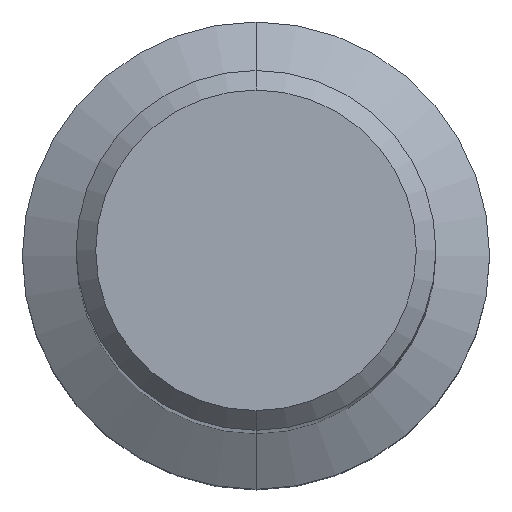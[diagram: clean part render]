
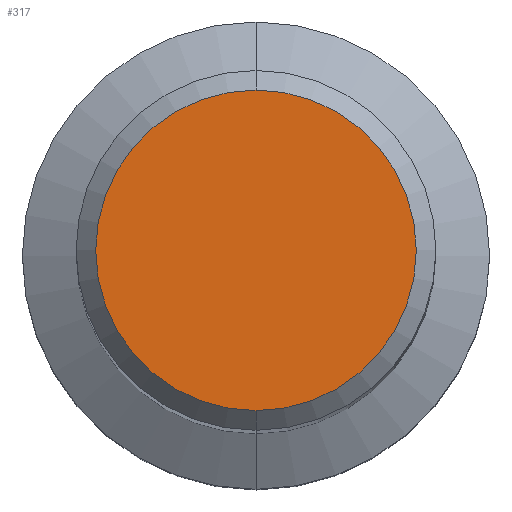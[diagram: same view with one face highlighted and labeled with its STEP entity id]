
A CAD part, top view. The second image highlights one B-rep face of the part: STEP entity #317.
In plain terms, the highlighted planar face has unit normal (0, 0, 1).
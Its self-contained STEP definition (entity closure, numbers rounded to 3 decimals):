
#217=EDGE_CURVE('',#453,#575,#604,.T.);
#317=ADVANCED_FACE('',(#715),#716,.T.);
#453=VERTEX_POINT('',#869);
#531=EDGE_CURVE('',#575,#453,#951,.T.);
#575=VERTEX_POINT('',#1001);
#604=CIRCLE('',#1025,4.9);
#715=FACE_OUTER_BOUND('',#1248,.T.);
#716=PLANE('',#1249);
#869=CARTESIAN_POINT('',(0.0,4.9,0.0));
#951=CIRCLE('',#1720,4.9);
#1001=CARTESIAN_POINT('',(0.,-4.9,0.0));
#1025=AXIS2_PLACEMENT_3D('',#1809,#1810,#1811);
#1248=EDGE_LOOP('',(#1931,#1932));
#1249=AXIS2_PLACEMENT_3D('',#1933,#1934,#1935);
#1720=AXIS2_PLACEMENT_3D('',#2211,#2212,#2213);
#1809=CARTESIAN_POINT('',(0.0,0.0,0.0));
#1810=DIRECTION('',(0.0,0.0,-1.0));
#1811=DIRECTION('',(0.0,1.0,0.0));
#1931=ORIENTED_EDGE('',*,*,#217,.F.);
#1932=ORIENTED_EDGE('',*,*,#531,.F.);
#1933=CARTESIAN_POINT('',(0.0,2.45,0.0));
#1934=DIRECTION('',(-0.0,0.0,1.0));
#1935=DIRECTION('',(0.0,-1.0,0.0));
#2211=CARTESIAN_POINT('',(0.0,0.0,0.0));
#2212=DIRECTION('',(0.0,0.0,-1.0));
#2213=DIRECTION('',(0.0,1.0,0.0));
